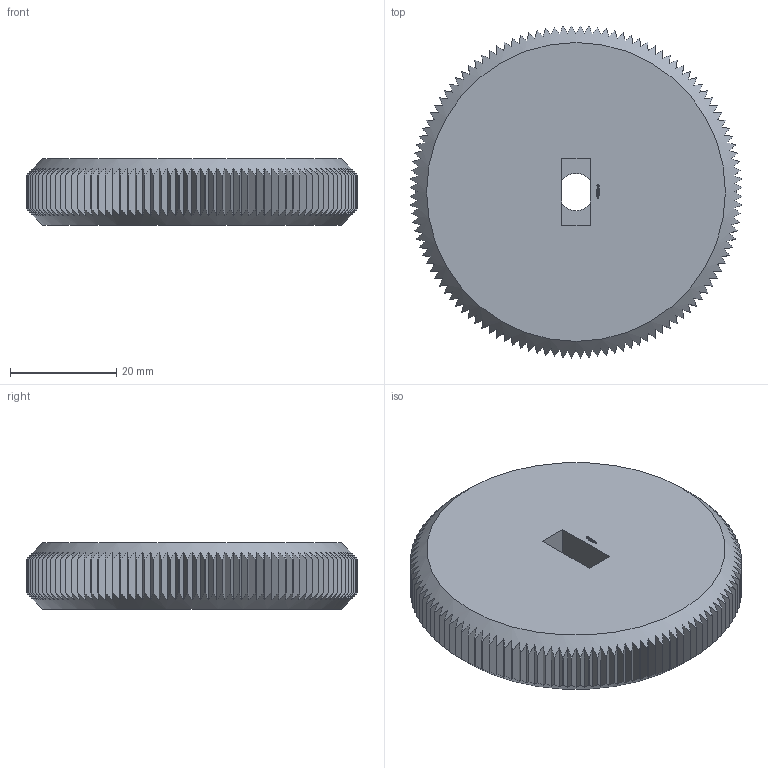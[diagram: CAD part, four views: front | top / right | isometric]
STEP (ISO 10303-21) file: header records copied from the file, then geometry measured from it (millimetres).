
FILE_DESCRIPTION(('FreeCAD Model'),'2;1');
FILE_NAME('Open CASCADE Shape Model','2024-01-03T18:28:29',(''),(''), 'Open CASCADE STEP processor 7.6','FreeCAD','Unknown');
FILE_SCHEMA(('AUTOMOTIVE_DESIGN { 1 0 10303 214 1 1 1 1 }'));
Products named in the file (1): Knob KNR BVD SCR ISR BU01.00x05.00 - SPN-KNB-0015 (stemfie.org)
Bounding box: 62.48 x 62.48 x 12.5 mm (x, y, z)
Volume: 34822.8 mm3; surface area: 9512.9 mm2
Topology: 1 solids, 1 shells, 846 faces, 2430 edges, 1618 vertices
Faces by surface type: plane 568, extrusion 152, cylinder 122, cone 4
Entity records: 61196 total; most frequent: CARTESIAN_POINT 13707, DIRECTION 8470, VECTOR 5128, LINE 4976, ORIENTED_EDGE 4860, PCURVE 4860, DEFINITIONAL_REPRESENTATION 4860, EDGE_CURVE 2430
